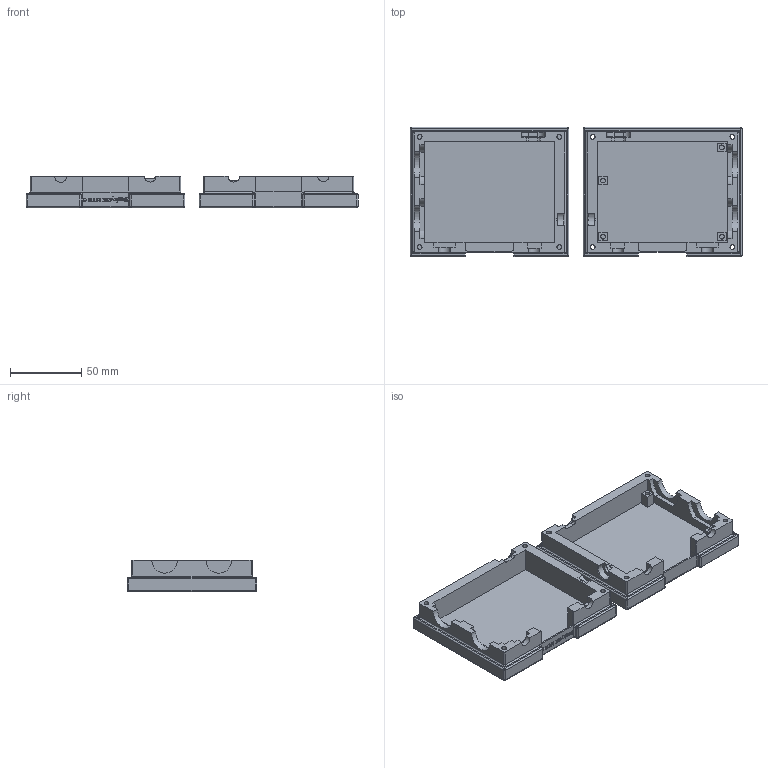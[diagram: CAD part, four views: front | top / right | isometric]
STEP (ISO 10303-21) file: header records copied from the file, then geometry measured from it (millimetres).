
FILE_DESCRIPTION(/* description */ (''),/* implementation_level */ '2;1');
FILE_NAME(/* name */ 'DuckyDK MTR Production Case.step',/* time_stamp */ '2025-07-05T17:32:30+12:00',/* author */ (''),/* organization */ (''),/* preprocessor_version */ 'ST-DEVELOPER v20.1',/* originating_system */ 'Autodesk Translation Framework v14.10.0.0',/* authorisation */ '');
FILE_SCHEMA (('AUTOMOTIVE_DESIGN { 1 0 10303 214 3 1 1 }'));
Length unit declared in the file: millimetre
Products named in the file (1): 2025-07-03-12-26-31-064
Bounding box: 233.4 x 91 x 22 mm (x, y, z)
Volume: 177728.8 mm3; surface area: 69337.7 mm2
Topology: 2 solids, 2 shells, 527 faces, 1344 edges, 840 vertices
Faces by surface type: plane 257, cylinder 124, bspline 98, torus 24, sphere 24
Full cylindrical faces by diameter (mm): 3.4 x12, 6 x4
Entity records: 16366 total; most frequent: CARTESIAN_POINT 4140, ORIENTED_EDGE 2664, DIRECTION 2264, EDGE_CURVE 1332, LINE 872, VECTOR 872, VERTEX_POINT 840, AXIS2_PLACEMENT_3D 696
